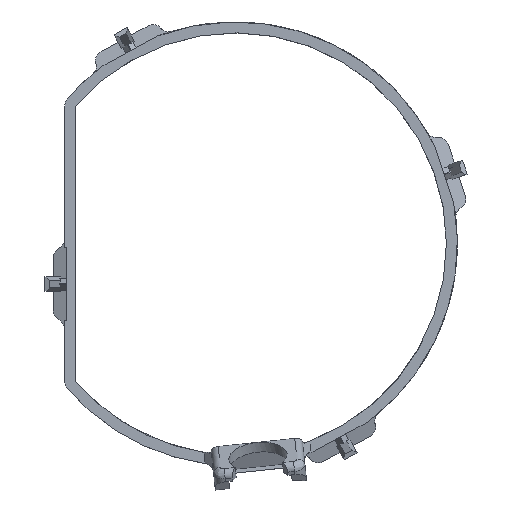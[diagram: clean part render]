
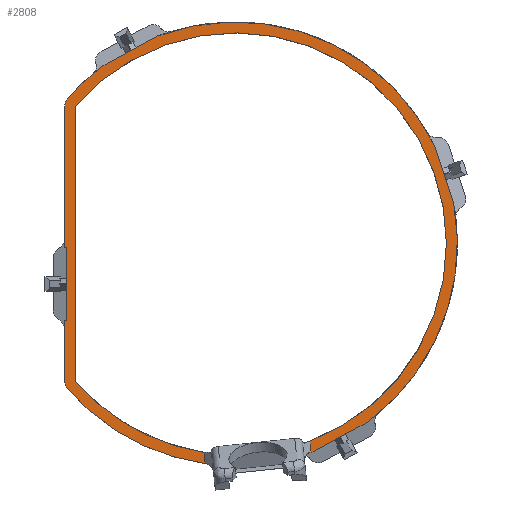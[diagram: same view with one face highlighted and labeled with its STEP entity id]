
A CAD part, top view. The second image highlights one B-rep face of the part: STEP entity #2808.
In plain terms, the highlighted planar face has unit normal (0, 0, 1).
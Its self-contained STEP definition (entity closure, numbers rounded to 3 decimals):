
#70=CIRCLE('',#2968,30.25);
#71=CIRCLE('',#2970,1.4);
#73=CIRCLE('',#2980,1.4);
#74=CIRCLE('',#2981,28.75);
#75=CIRCLE('',#2982,28.75);
#76=CIRCLE('',#2983,30.25);
#77=CIRCLE('',#2984,30.25);
#78=CIRCLE('',#2985,30.25);
#79=CIRCLE('',#2986,1.6);
#80=CIRCLE('',#2987,1.6);
#81=CIRCLE('',#2988,30.25);
#204=FACE_OUTER_BOUND('',#352,.T.);
#352=EDGE_LOOP('',(#2005,#2006,#2007,#2008,#2009,#2010,#2011,#2012,#2013,
#2014,#2015,#2016,#2017,#2018,#2019,#2020,#2021,#2022,#2023,#2024,#2025,
#2026));
#591=LINE('',#4151,#905);
#592=LINE('',#4157,#906);
#598=LINE('',#4173,#912);
#599=LINE('',#4177,#913);
#600=LINE('',#4180,#914);
#601=LINE('',#4185,#915);
#602=LINE('',#4191,#916);
#603=LINE('',#4193,#917);
#604=LINE('',#4195,#918);
#605=LINE('',#4197,#919);
#606=LINE('',#4199,#920);
#905=VECTOR('',#3354,10.);
#906=VECTOR('',#3359,10.);
#912=VECTOR('',#3371,10.);
#913=VECTOR('',#3374,10.);
#914=VECTOR('',#3377,10.);
#915=VECTOR('',#3382,10.);
#916=VECTOR('',#3387,10.);
#917=VECTOR('',#3388,10.);
#918=VECTOR('',#3389,10.);
#919=VECTOR('',#3390,10.);
#920=VECTOR('',#3391,10.);
#1183=VERTEX_POINT('',#4118);
#1184=VERTEX_POINT('',#4120);
#1185=VERTEX_POINT('',#4124);
#1196=VERTEX_POINT('',#4149);
#1197=VERTEX_POINT('',#4153);
#1199=VERTEX_POINT('',#4156);
#1204=VERTEX_POINT('',#4169);
#1205=VERTEX_POINT('',#4170);
#1206=VERTEX_POINT('',#4172);
#1207=VERTEX_POINT('',#4174);
#1208=VERTEX_POINT('',#4176);
#1209=VERTEX_POINT('',#4178);
#1210=VERTEX_POINT('',#4182);
#1211=VERTEX_POINT('',#4184);
#1212=VERTEX_POINT('',#4186);
#1213=VERTEX_POINT('',#4188);
#1214=VERTEX_POINT('',#4190);
#1215=VERTEX_POINT('',#4192);
#1216=VERTEX_POINT('',#4194);
#1217=VERTEX_POINT('',#4196);
#1218=VERTEX_POINT('',#4198);
#1219=VERTEX_POINT('',#4200);
#1493=EDGE_CURVE('',#1184,#1183,#70,.T.);
#1494=EDGE_CURVE('',#1183,#1185,#71,.T.);
#1508=EDGE_CURVE('',#1184,#1196,#591,.T.);
#1510=EDGE_CURVE('',#1199,#1197,#592,.T.);
#1517=EDGE_CURVE('',#1204,#1205,#73,.T.);
#1518=EDGE_CURVE('',#1206,#1204,#598,.T.);
#1519=EDGE_CURVE('',#1206,#1207,#74,.T.);
#1520=EDGE_CURVE('',#1207,#1208,#599,.T.);
#1521=EDGE_CURVE('',#1208,#1209,#75,.T.);
#1522=EDGE_CURVE('',#1185,#1209,#600,.T.);
#1523=EDGE_CURVE('',#1196,#1199,#76,.T.);
#1524=EDGE_CURVE('',#1197,#1210,#77,.T.);
#1525=EDGE_CURVE('',#1210,#1211,#601,.T.);
#1526=EDGE_CURVE('',#1211,#1212,#78,.T.);
#1527=EDGE_CURVE('',#1213,#1212,#79,.T.);
#1528=EDGE_CURVE('',#1213,#1214,#602,.T.);
#1529=EDGE_CURVE('',#1214,#1215,#603,.T.);
#1530=EDGE_CURVE('',#1215,#1216,#604,.T.);
#1531=EDGE_CURVE('',#1216,#1217,#605,.T.);
#1532=EDGE_CURVE('',#1217,#1218,#606,.T.);
#1533=EDGE_CURVE('',#1219,#1218,#80,.T.);
#1534=EDGE_CURVE('',#1219,#1205,#81,.T.);
#2005=ORIENTED_EDGE('',*,*,#1517,.F.);
#2006=ORIENTED_EDGE('',*,*,#1518,.F.);
#2007=ORIENTED_EDGE('',*,*,#1519,.T.);
#2008=ORIENTED_EDGE('',*,*,#1520,.T.);
#2009=ORIENTED_EDGE('',*,*,#1521,.T.);
#2010=ORIENTED_EDGE('',*,*,#1522,.F.);
#2011=ORIENTED_EDGE('',*,*,#1494,.F.);
#2012=ORIENTED_EDGE('',*,*,#1493,.F.);
#2013=ORIENTED_EDGE('',*,*,#1508,.T.);
#2014=ORIENTED_EDGE('',*,*,#1523,.T.);
#2015=ORIENTED_EDGE('',*,*,#1510,.T.);
#2016=ORIENTED_EDGE('',*,*,#1524,.T.);
#2017=ORIENTED_EDGE('',*,*,#1525,.T.);
#2018=ORIENTED_EDGE('',*,*,#1526,.T.);
#2019=ORIENTED_EDGE('',*,*,#1527,.F.);
#2020=ORIENTED_EDGE('',*,*,#1528,.T.);
#2021=ORIENTED_EDGE('',*,*,#1529,.T.);
#2022=ORIENTED_EDGE('',*,*,#1530,.T.);
#2023=ORIENTED_EDGE('',*,*,#1531,.T.);
#2024=ORIENTED_EDGE('',*,*,#1532,.T.);
#2025=ORIENTED_EDGE('',*,*,#1533,.F.);
#2026=ORIENTED_EDGE('',*,*,#1534,.T.);
#2696=PLANE('',#2979);
#2808=ADVANCED_FACE('',(#204),#2696,.T.);
#2968=AXIS2_PLACEMENT_3D('',#4122,#3329,#3330);
#2970=AXIS2_PLACEMENT_3D('',#4125,#3333,#3334);
#2979=AXIS2_PLACEMENT_3D('',#4168,#3367,#3368);
#2980=AXIS2_PLACEMENT_3D('',#4171,#3369,#3370);
#2981=AXIS2_PLACEMENT_3D('',#4175,#3372,#3373);
#2982=AXIS2_PLACEMENT_3D('',#4179,#3375,#3376);
#2983=AXIS2_PLACEMENT_3D('',#4181,#3378,#3379);
#2984=AXIS2_PLACEMENT_3D('',#4183,#3380,#3381);
#2985=AXIS2_PLACEMENT_3D('',#4187,#3383,#3384);
#2986=AXIS2_PLACEMENT_3D('',#4189,#3385,#3386);
#2987=AXIS2_PLACEMENT_3D('',#4201,#3392,#3393);
#2988=AXIS2_PLACEMENT_3D('',#4202,#3394,#3395);
#3329=DIRECTION('center_axis',(0.,0.,-1.));
#3330=DIRECTION('ref_axis',(-0.77,-0.638,0.));
#3333=DIRECTION('center_axis',(0.,0.,-1.));
#3334=DIRECTION('ref_axis',(-0.713,0.701,0.));
#3354=DIRECTION('',(0.879,0.476,0.));
#3359=DIRECTION('',(-0.316,0.949,0.));
#3367=DIRECTION('center_axis',(0.,0.,1.));
#3368=DIRECTION('ref_axis',(1.,0.,0.));
#3369=DIRECTION('center_axis',(0.,0.,1.));
#3370=DIRECTION('ref_axis',(0.719,0.695,0.));
#3371=DIRECTION('',(0.105,-0.995,0.));
#3372=DIRECTION('center_axis',(0.,0.,-1.));
#3373=DIRECTION('ref_axis',(-0.758,-0.652,0.));
#3374=DIRECTION('',(0.,1.,0.));
#3375=DIRECTION('center_axis',(0.,0.,-1.));
#3376=DIRECTION('ref_axis',(-0.758,-0.652,0.));
#3377=DIRECTION('',(-0.105,0.995,0.));
#3378=DIRECTION('center_axis',(0.,0.,1.));
#3379=DIRECTION('ref_axis',(-0.77,-0.638,0.));
#3380=DIRECTION('center_axis',(0.,0.,1.));
#3381=DIRECTION('ref_axis',(-0.77,-0.638,0.));
#3382=DIRECTION('',(-0.879,-0.476,0.));
#3383=DIRECTION('center_axis',(0.,0.,1.));
#3384=DIRECTION('ref_axis',(-0.77,-0.638,0.));
#3385=DIRECTION('center_axis',(0.,0.,-1.));
#3386=DIRECTION('ref_axis',(-0.937,0.348,0.));
#3387=DIRECTION('',(0.,-1.,0.));
#3388=DIRECTION('',(1.,0.,0.));
#3389=DIRECTION('',(0.,-1.,0.));
#3390=DIRECTION('',(-1.,0.,0.));
#3391=DIRECTION('',(0.,-1.,0.));
#3392=DIRECTION('center_axis',(0.,0.,-1.));
#3393=DIRECTION('ref_axis',(-0.937,-0.348,0.));
#3394=DIRECTION('center_axis',(0.,0.,1.));
#3395=DIRECTION('ref_axis',(-0.77,-0.638,0.));
#4118=CARTESIAN_POINT('',(9.805,-28.617,4.));
#4120=CARTESIAN_POINT('',(10.588,-28.337,4.));
#4122=CARTESIAN_POINT('Origin',(0.,0.,4.));
#4124=CARTESIAN_POINT('',(10.265,-28.306,4.));
#4125=CARTESIAN_POINT('Origin',(10.803,-29.599,4.));
#4149=CARTESIAN_POINT('',(17.937,-24.358,4.));
#4151=CARTESIAN_POINT('',(15.607,-25.62,4.));
#4153=CARTESIAN_POINT('',(27.103,13.434,4.));
#4156=CARTESIAN_POINT('',(29.745,5.506,4.));
#4157=CARTESIAN_POINT('',(28.598,8.949,4.));
#4168=CARTESIAN_POINT('Origin',(3.478,0.,4.));
#4169=CARTESIAN_POINT('',(-4.14,-29.967,4.));
#4170=CARTESIAN_POINT('',(-4.203,-29.957,4.));
#4171=CARTESIAN_POINT('Origin',(-4.398,-31.343,4.));
#4172=CARTESIAN_POINT('',(-4.302,-28.426,4.));
#4173=CARTESIAN_POINT('',(-5.644,-15.656,4.));
#4174=CARTESIAN_POINT('',(-21.794,-18.75,4.));
#4175=CARTESIAN_POINT('Origin',(0.,0.,4.));
#4176=CARTESIAN_POINT('',(-21.794,18.75,4.));
#4177=CARTESIAN_POINT('',(-21.794,18.75,4.));
#4178=CARTESIAN_POINT('',(10.118,-26.911,4.));
#4179=CARTESIAN_POINT('Origin',(0.,0.,4.));
#4180=CARTESIAN_POINT('',(8.855,-14.886,4.));
#4181=CARTESIAN_POINT('Origin',(0.,0.,4.));
#4182=CARTESIAN_POINT('',(-10.588,28.337,4.));
#4183=CARTESIAN_POINT('Origin',(0.,0.,4.));
#4184=CARTESIAN_POINT('',(-17.937,24.358,4.));
#4185=CARTESIAN_POINT('',(-12.917,27.075,4.));
#4186=CARTESIAN_POINT('',(-22.906,19.758,4.));
#4187=CARTESIAN_POINT('Origin',(0.,0.,4.));
#4188=CARTESIAN_POINT('',(-23.294,18.713,4.));
#4189=CARTESIAN_POINT('Origin',(-21.694,18.713,4.));
#4190=CARTESIAN_POINT('',(-23.294,-0.505,4.));
#4191=CARTESIAN_POINT('',(-23.294,19.298,4.));
#4192=CARTESIAN_POINT('',(-23.005,-0.505,4.));
#4193=CARTESIAN_POINT('',(-10.835,-0.505,4.));
#4194=CARTESIAN_POINT('',(-23.005,-10.505,4.));
#4195=CARTESIAN_POINT('',(-23.005,2.247,4.));
#4196=CARTESIAN_POINT('',(-23.294,-10.505,4.));
#4197=CARTESIAN_POINT('',(-10.835,-10.505,4.));
#4198=CARTESIAN_POINT('',(-23.294,-18.713,4.));
#4199=CARTESIAN_POINT('',(-23.294,19.298,4.));
#4200=CARTESIAN_POINT('',(-22.906,-19.758,4.));
#4201=CARTESIAN_POINT('Origin',(-21.694,-18.713,4.));
#4202=CARTESIAN_POINT('Origin',(0.,0.,4.));
